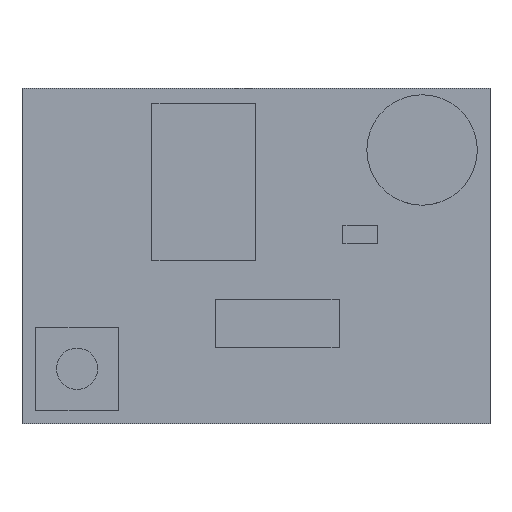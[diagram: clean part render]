
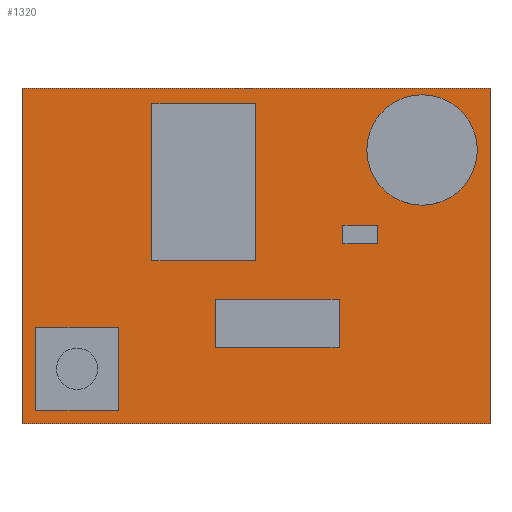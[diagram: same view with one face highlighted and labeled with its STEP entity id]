
A CAD part, top view. The second image highlights one B-rep face of the part: STEP entity #1320.
In plain terms, the highlighted planar face has unit normal (0, 0, 1).
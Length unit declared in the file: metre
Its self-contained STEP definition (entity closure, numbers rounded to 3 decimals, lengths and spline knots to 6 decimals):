
#91=CIRCLE('',#1828,0.004012);
#95=ORIENTED_EDGE('',*,*,#439,.T.);
#96=ORIENTED_EDGE('',*,*,#440,.T.);
#97=ORIENTED_EDGE('',*,*,#441,.F.);
#98=ORIENTED_EDGE('',*,*,#442,.F.);
#99=ORIENTED_EDGE('',*,*,#443,.T.);
#100=ORIENTED_EDGE('',*,*,#444,.T.);
#101=ORIENTED_EDGE('',*,*,#445,.F.);
#102=ORIENTED_EDGE('',*,*,#446,.F.);
#103=ORIENTED_EDGE('',*,*,#447,.T.);
#104=ORIENTED_EDGE('',*,*,#448,.T.);
#105=ORIENTED_EDGE('',*,*,#449,.F.);
#106=ORIENTED_EDGE('',*,*,#450,.F.);
#107=ORIENTED_EDGE('',*,*,#451,.F.);
#108=ORIENTED_EDGE('',*,*,#452,.F.);
#109=ORIENTED_EDGE('',*,*,#453,.T.);
#110=ORIENTED_EDGE('',*,*,#454,.T.);
#111=ORIENTED_EDGE('',*,*,#455,.F.);
#112=ORIENTED_EDGE('',*,*,#456,.F.);
#113=ORIENTED_EDGE('',*,*,#457,.T.);
#114=ORIENTED_EDGE('',*,*,#458,.T.);
#115=ORIENTED_EDGE('',*,*,#459,.F.);
#439=EDGE_CURVE('',#611,#612,#727,.T.);
#440=EDGE_CURVE('',#612,#613,#728,.T.);
#441=EDGE_CURVE('',#614,#613,#729,.T.);
#442=EDGE_CURVE('',#611,#614,#730,.T.);
#443=EDGE_CURVE('',#615,#616,#731,.T.);
#444=EDGE_CURVE('',#616,#617,#732,.T.);
#445=EDGE_CURVE('',#618,#617,#733,.T.);
#446=EDGE_CURVE('',#615,#618,#734,.T.);
#447=EDGE_CURVE('',#619,#620,#735,.T.);
#448=EDGE_CURVE('',#620,#621,#736,.T.);
#449=EDGE_CURVE('',#622,#621,#737,.T.);
#450=EDGE_CURVE('',#619,#622,#738,.T.);
#451=EDGE_CURVE('',#623,#623,#91,.T.);
#452=EDGE_CURVE('',#624,#625,#739,.T.);
#453=EDGE_CURVE('',#624,#626,#740,.T.);
#454=EDGE_CURVE('',#626,#627,#741,.T.);
#455=EDGE_CURVE('',#625,#627,#742,.T.);
#456=EDGE_CURVE('',#628,#629,#743,.T.);
#457=EDGE_CURVE('',#628,#630,#744,.T.);
#458=EDGE_CURVE('',#630,#631,#745,.T.);
#459=EDGE_CURVE('',#629,#631,#746,.T.);
#611=VERTEX_POINT('',#2237);
#612=VERTEX_POINT('',#2238);
#613=VERTEX_POINT('',#2240);
#614=VERTEX_POINT('',#2242);
#615=VERTEX_POINT('',#2245);
#616=VERTEX_POINT('',#2246);
#617=VERTEX_POINT('',#2248);
#618=VERTEX_POINT('',#2250);
#619=VERTEX_POINT('',#2253);
#620=VERTEX_POINT('',#2254);
#621=VERTEX_POINT('',#2256);
#622=VERTEX_POINT('',#2258);
#623=VERTEX_POINT('',#2261);
#624=VERTEX_POINT('',#2263);
#625=VERTEX_POINT('',#2264);
#626=VERTEX_POINT('',#2266);
#627=VERTEX_POINT('',#2268);
#628=VERTEX_POINT('',#2271);
#629=VERTEX_POINT('',#2272);
#630=VERTEX_POINT('',#2274);
#631=VERTEX_POINT('',#2276);
#727=LINE('',#2236,#895);
#728=LINE('',#2239,#896);
#729=LINE('',#2241,#897);
#730=LINE('',#2243,#898);
#731=LINE('',#2244,#899);
#732=LINE('',#2247,#900);
#733=LINE('',#2249,#901);
#734=LINE('',#2251,#902);
#735=LINE('',#2252,#903);
#736=LINE('',#2255,#904);
#737=LINE('',#2257,#905);
#738=LINE('',#2259,#906);
#739=LINE('',#2262,#907);
#740=LINE('',#2265,#908);
#741=LINE('',#2267,#909);
#742=LINE('',#2269,#910);
#743=LINE('',#2270,#911);
#744=LINE('',#2273,#912);
#745=LINE('',#2275,#913);
#746=LINE('',#2277,#914);
#895=VECTOR('',#1910,1.);
#896=VECTOR('',#1911,1.);
#897=VECTOR('',#1912,1.);
#898=VECTOR('',#1913,1.);
#899=VECTOR('',#1914,1.);
#900=VECTOR('',#1915,1.);
#901=VECTOR('',#1916,1.);
#902=VECTOR('',#1917,1.);
#903=VECTOR('',#1918,1.);
#904=VECTOR('',#1919,1.);
#905=VECTOR('',#1920,1.);
#906=VECTOR('',#1921,1.);
#907=VECTOR('',#1924,1.);
#908=VECTOR('',#1925,1.);
#909=VECTOR('',#1926,1.);
#910=VECTOR('',#1927,1.);
#911=VECTOR('',#1928,1.);
#912=VECTOR('',#1929,1.);
#913=VECTOR('',#1930,1.);
#914=VECTOR('',#1931,1.);
#1063=EDGE_LOOP('',(#95,#96,#97,#98));
#1064=EDGE_LOOP('',(#99,#100,#101,#102));
#1065=EDGE_LOOP('',(#103,#104,#105,#106));
#1066=EDGE_LOOP('',(#107));
#1067=EDGE_LOOP('',(#108,#109,#110,#111));
#1068=EDGE_LOOP('',(#112,#113,#114,#115));
#1155=FACE_BOUND('',#1063,.T.);
#1156=FACE_BOUND('',#1064,.T.);
#1157=FACE_BOUND('',#1065,.T.);
#1158=FACE_BOUND('',#1066,.T.);
#1159=FACE_BOUND('',#1067,.T.);
#1160=FACE_BOUND('',#1068,.T.);
#1247=PLANE('',#1827);
#1320=ADVANCED_FACE('',(#1155,#1156,#1157,#1158,#1159,#1160),#1247,.T.);
#1827=AXIS2_PLACEMENT_3D('',#2235,#1908,#1909);
#1828=AXIS2_PLACEMENT_3D('',#2260,#1922,#1923);
#1908=DIRECTION('',(0.,0.,1.));
#1909=DIRECTION('',(1.,0.,0.));
#1910=DIRECTION('',(-1.,0.,0.));
#1911=DIRECTION('',(0.,1.,0.));
#1912=DIRECTION('',(-1.,0.,0.));
#1913=DIRECTION('',(0.,1.,0.));
#1914=DIRECTION('',(0.,-1.,0.));
#1915=DIRECTION('',(-1.,0.,0.));
#1916=DIRECTION('',(0.,-1.,0.));
#1917=DIRECTION('',(-1.,0.,0.));
#1918=DIRECTION('',(0.,-1.,0.));
#1919=DIRECTION('',(-1.,0.,0.));
#1920=DIRECTION('',(0.,-1.,0.));
#1921=DIRECTION('',(-1.,0.,0.));
#1922=DIRECTION('',(0.,0.,1.));
#1923=DIRECTION('',(1.,0.,0.));
#1924=DIRECTION('',(1.,0.,0.));
#1925=DIRECTION('',(0.,-1.,0.));
#1926=DIRECTION('',(1.,0.,0.));
#1927=DIRECTION('',(0.,-1.,0.));
#1928=DIRECTION('',(-1.,0.,0.));
#1929=DIRECTION('',(0.,-1.,0.));
#1930=DIRECTION('',(-1.,0.,0.));
#1931=DIRECTION('',(0.,-1.,0.));
#2235=CARTESIAN_POINT('',(-0.014854,0.010028,0.0016));
#2236=CARTESIAN_POINT('',(-0.005419,0.011092,0.0016));
#2237=CARTESIAN_POINT('',(-0.004151,0.011092,0.0016));
#2238=CARTESIAN_POINT('',(-0.006687,0.011092,0.0016));
#2239=CARTESIAN_POINT('',(-0.006687,0.01176,0.0016));
#2240=CARTESIAN_POINT('',(-0.006687,0.012427,0.0016));
#2241=CARTESIAN_POINT('',(-0.005419,0.012427,0.0016));
#2242=CARTESIAN_POINT('',(-0.004151,0.012427,0.0016));
#2243=CARTESIAN_POINT('',(-0.004151,0.01176,0.0016));
#2244=CARTESIAN_POINT('',(-0.006966,0.005304,0.0016));
#2245=CARTESIAN_POINT('',(-0.006966,0.007054,0.0016));
#2246=CARTESIAN_POINT('',(-0.006966,0.003554,0.0016));
#2247=CARTESIAN_POINT('',(-0.011469,0.003554,0.0016));
#2248=CARTESIAN_POINT('',(-0.015972,0.003554,0.0016));
#2249=CARTESIAN_POINT('',(-0.015972,0.005304,0.0016));
#2250=CARTESIAN_POINT('',(-0.015972,0.007054,0.0016));
#2251=CARTESIAN_POINT('',(-0.011469,0.007054,0.0016));
#2252=CARTESIAN_POINT('',(-0.013023,0.015545,0.0016));
#2253=CARTESIAN_POINT('',(-0.013023,0.021255,0.0016));
#2254=CARTESIAN_POINT('',(-0.013023,0.009836,0.0016));
#2255=CARTESIAN_POINT('',(-0.016791,0.009836,0.0016));
#2256=CARTESIAN_POINT('',(-0.020559,0.009836,0.0016));
#2257=CARTESIAN_POINT('',(-0.020559,0.015545,0.0016));
#2258=CARTESIAN_POINT('',(-0.020559,0.021255,0.0016));
#2259=CARTESIAN_POINT('',(-0.016791,0.021255,0.0016));
#2260=CARTESIAN_POINT('',(-0.000933,0.017897,0.0016));
#2261=CARTESIAN_POINT('',(0.003079,0.017897,0.0016));
#2262=CARTESIAN_POINT('',(-0.013,0.0224,0.0016));
#2263=CARTESIAN_POINT('',(-0.03,0.0224,0.0016));
#2264=CARTESIAN_POINT('',(0.004,0.0224,0.0016));
#2265=CARTESIAN_POINT('',(-0.03,0.0102,0.0016));
#2266=CARTESIAN_POINT('',(-0.03,-0.002,0.0016));
#2267=CARTESIAN_POINT('',(-0.013,-0.002,0.0016));
#2268=CARTESIAN_POINT('',(0.004,-0.002,0.0016));
#2269=CARTESIAN_POINT('',(0.004,0.0102,0.0016));
#2270=CARTESIAN_POINT('',(-0.026,0.005,0.0016));
#2271=CARTESIAN_POINT('',(-0.023,0.005,0.0016));
#2272=CARTESIAN_POINT('',(-0.029,0.005,0.0016));
#2273=CARTESIAN_POINT('',(-0.023,0.002,0.0016));
#2274=CARTESIAN_POINT('',(-0.023,-0.001,0.0016));
#2275=CARTESIAN_POINT('',(-0.026,-0.001,0.0016));
#2276=CARTESIAN_POINT('',(-0.029,-0.001,0.0016));
#2277=CARTESIAN_POINT('',(-0.029,0.002,0.0016));
